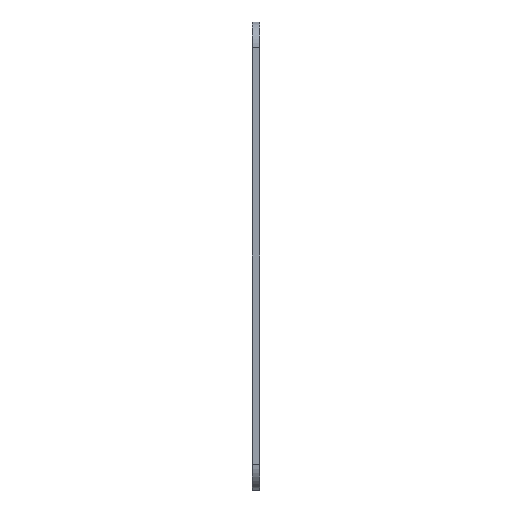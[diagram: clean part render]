
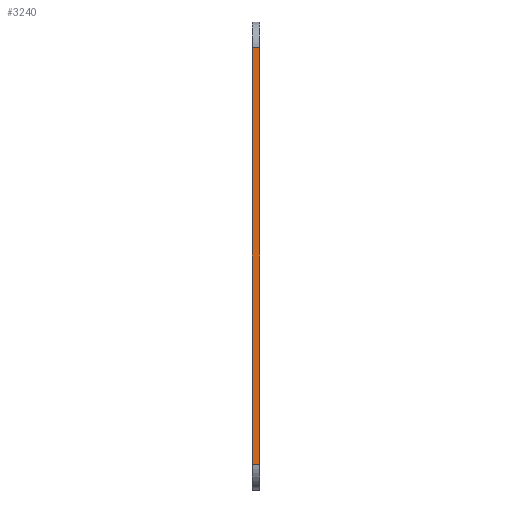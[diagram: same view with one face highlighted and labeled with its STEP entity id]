
A CAD part, left-side view. The second image highlights one B-rep face of the part: STEP entity #3240.
In plain terms, the highlighted planar face has unit normal (-1, 0, 0).
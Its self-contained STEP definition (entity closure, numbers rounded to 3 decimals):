
#172=PLANE('',#3522);
#224=FACE_OUTER_BOUND('',#460,.T.);
#460=EDGE_LOOP('',(#2357,#2358,#2359,#2360));
#694=LINE('',#4797,#946);
#696=LINE('',#4803,#948);
#744=LINE('',#5111,#996);
#745=LINE('',#5112,#997);
#946=VECTOR('',#3796,10.);
#948=VECTOR('',#3802,10.);
#996=VECTOR('',#4064,10.);
#997=VECTOR('',#4065,10.);
#1416=VERTEX_POINT('',#4794);
#1417=VERTEX_POINT('',#4796);
#1419=VERTEX_POINT('',#4802);
#1572=VERTEX_POINT('',#5110);
#1729=EDGE_CURVE('',#1416,#1417,#694,.T.);
#1732=EDGE_CURVE('',#1417,#1419,#696,.T.);
#1886=EDGE_CURVE('',#1572,#1416,#744,.T.);
#1887=EDGE_CURVE('',#1419,#1572,#745,.T.);
#2357=ORIENTED_EDGE('',*,*,#1729,.F.);
#2358=ORIENTED_EDGE('',*,*,#1886,.F.);
#2359=ORIENTED_EDGE('',*,*,#1887,.F.);
#2360=ORIENTED_EDGE('',*,*,#1732,.F.);
#3240=ADVANCED_FACE('',(#224),#172,.T.);
#3522=AXIS2_PLACEMENT_3D('',#5109,#4062,#4063);
#3796=DIRECTION('',(0.,-1.,0.));
#3802=DIRECTION('',(0.,0.,-1.));
#4062=DIRECTION('center_axis',(-1.,0.,0.));
#4063=DIRECTION('ref_axis',(0.,0.,1.));
#4064=DIRECTION('',(0.,0.,1.));
#4065=DIRECTION('',(0.,1.,0.));
#4794=CARTESIAN_POINT('',(-11.895,1.5,82.135));
#4796=CARTESIAN_POINT('',(-11.895,0.,82.135));
#4797=CARTESIAN_POINT('',(-11.895,0.,82.135));
#4802=CARTESIAN_POINT('',(-11.895,0.,2.125));
#4803=CARTESIAN_POINT('',(-11.895,0.,87.135));
#5109=CARTESIAN_POINT('Origin',(-11.895,0.,-2.875));
#5110=CARTESIAN_POINT('',(-11.895,1.5,2.125));
#5111=CARTESIAN_POINT('',(-11.895,1.5,87.135));
#5112=CARTESIAN_POINT('',(-11.895,0.,2.125));
